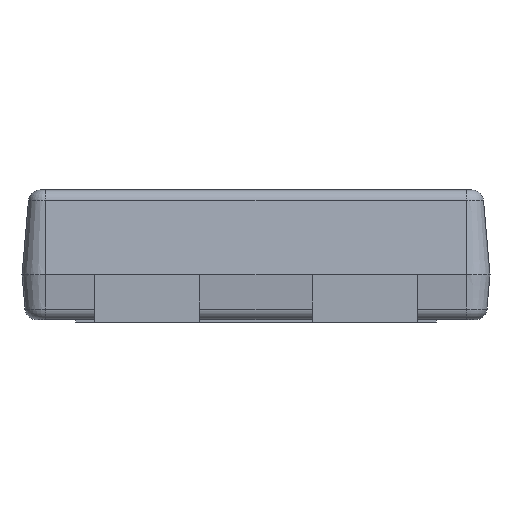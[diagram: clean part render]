
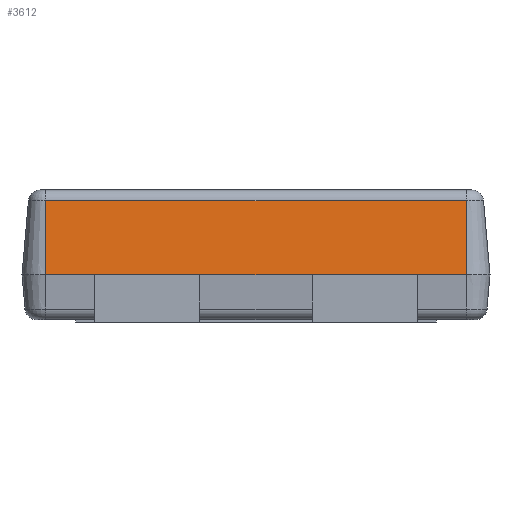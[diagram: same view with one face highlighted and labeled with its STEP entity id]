
A CAD part, left-side view. The second image highlights one B-rep face of the part: STEP entity #3612.
In plain terms, the highlighted planar face has unit normal (-0.996, 0, 0.087).
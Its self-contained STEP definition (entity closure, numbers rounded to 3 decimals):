
#195 = DIRECTION ( 'NONE',  ( 0., -1., 0. ) ) ;
#338 = DIRECTION ( 'NONE',  ( -0.087, 0., -0.996 ) ) ;
#359 = EDGE_CURVE ( 'NONE', #3815, #4948, #2101, .T. ) ;
#429 = CARTESIAN_POINT ( 'NONE',  ( -2.685, 1.783, 0. ) ) ;
#780 = DIRECTION ( 'NONE',  ( 0., 1., 0. ) ) ;
#1250 = CARTESIAN_POINT ( 'NONE',  ( -2.63, -1.783, 0.628 ) ) ;
#1264 = DIRECTION ( 'NONE',  ( -0.996, 0., 0.087 ) ) ;
#1569 = ORIENTED_EDGE ( 'NONE', *, *, #12654, .T. ) ;
#1839 = EDGE_CURVE ( 'NONE', #4948, #5957, #11220, .T. ) ;
#2101 = LINE ( 'NONE', #7615, #4826 ) ;
#2135 = AXIS2_PLACEMENT_3D ( 'NONE', #3891, #1264, #10381 ) ;
#2458 = CARTESIAN_POINT ( 'NONE',  ( -2.685, 1.783, 0. ) ) ;
#2714 = CARTESIAN_POINT ( 'NONE',  ( -2.685, -1.783, 0. ) ) ;
#2763 = FACE_OUTER_BOUND ( 'NONE', #7062, .T. ) ;
#2815 = VECTOR ( 'NONE', #9550, 1000. ) ;
#2968 = VERTEX_POINT ( 'NONE', #6156 ) ;
#3350 = ORIENTED_EDGE ( 'NONE', *, *, #10272, .T. ) ;
#3612 = ADVANCED_FACE ( 'NONE', ( #2763 ), #13300, .T. ) ;
#3704 = DIRECTION ( 'NONE',  ( 0., -1., 0. ) ) ;
#3815 = VERTEX_POINT ( 'NONE', #1250 ) ;
#3891 = CARTESIAN_POINT ( 'NONE',  ( -2.685, 1.783, 0. ) ) ;
#4313 = LINE ( 'NONE', #6935, #12925 ) ;
#4826 = VECTOR ( 'NONE', #780, 1000. ) ;
#4948 = VERTEX_POINT ( 'NONE', #5739 ) ;
#4994 = DIRECTION ( 'NONE',  ( 0., -1., 0. ) ) ;
#5171 = EDGE_CURVE ( 'NONE', #13688, #16724, #4313, .T. ) ;
#5739 = CARTESIAN_POINT ( 'NONE',  ( -2.63, 1.783, 0.628 ) ) ;
#5785 = LINE ( 'NONE', #11138, #2815 ) ;
#5957 = VERTEX_POINT ( 'NONE', #13008 ) ;
#6156 = CARTESIAN_POINT ( 'NONE',  ( -2.685, 1.365, 0. ) ) ;
#6428 = CARTESIAN_POINT ( 'NONE',  ( -2.685, 1.783, 0. ) ) ;
#6583 = CARTESIAN_POINT ( 'NONE',  ( -2.685, -0.475, 0. ) ) ;
#6702 = DIRECTION ( 'NONE',  ( 0., -1., 0. ) ) ;
#6740 = LINE ( 'NONE', #13586, #15223 ) ;
#6935 = CARTESIAN_POINT ( 'NONE',  ( -2.685, 1.783, 0. ) ) ;
#7062 = EDGE_LOOP ( 'NONE', ( #15992, #13806, #12259, #11180, #1569, #3350, #16377, #8722 ) ) ;
#7615 = CARTESIAN_POINT ( 'NONE',  ( -2.63, 1.783, 0.628 ) ) ;
#7750 = LINE ( 'NONE', #13104, #14194 ) ;
#8722 = ORIENTED_EDGE ( 'NONE', *, *, #9228, .T. ) ;
#8975 = VECTOR ( 'NONE', #4994, 1000. ) ;
#9064 = LINE ( 'NONE', #6428, #11771 ) ;
#9228 = EDGE_CURVE ( 'NONE', #16724, #17322, #13086, .T. ) ;
#9550 = DIRECTION ( 'NONE',  ( -0.087, 0., -0.996 ) ) ;
#9843 = EDGE_CURVE ( 'NONE', #3815, #17322, #5785, .T. ) ;
#10272 = EDGE_CURVE ( 'NONE', #14673, #13688, #9064, .T. ) ;
#10381 = DIRECTION ( 'NONE',  ( 0.087, 0., 0.996 ) ) ;
#11138 = CARTESIAN_POINT ( 'NONE',  ( -2.685, -1.783, 0. ) ) ;
#11180 = ORIENTED_EDGE ( 'NONE', *, *, #13213, .T. ) ;
#11220 = LINE ( 'NONE', #429, #12494 ) ;
#11771 = VECTOR ( 'NONE', #3704, 1000. ) ;
#12105 = DIRECTION ( 'NONE',  ( 0., -1., 0. ) ) ;
#12259 = ORIENTED_EDGE ( 'NONE', *, *, #1839, .T. ) ;
#12284 = CARTESIAN_POINT ( 'NONE',  ( -2.685, 0.475, 0. ) ) ;
#12494 = VECTOR ( 'NONE', #338, 1000. ) ;
#12654 = EDGE_CURVE ( 'NONE', #2968, #14673, #6740, .T. ) ;
#12925 = VECTOR ( 'NONE', #195, 1000. ) ;
#13008 = CARTESIAN_POINT ( 'NONE',  ( -2.685, 1.783, 0. ) ) ;
#13086 = LINE ( 'NONE', #2458, #8975 ) ;
#13104 = CARTESIAN_POINT ( 'NONE',  ( -2.685, 1.783, 0. ) ) ;
#13213 = EDGE_CURVE ( 'NONE', #5957, #2968, #7750, .T. ) ;
#13300 = PLANE ( 'NONE',  #2135 ) ;
#13586 = CARTESIAN_POINT ( 'NONE',  ( -2.685, 1.783, 0. ) ) ;
#13688 = VERTEX_POINT ( 'NONE', #6583 ) ;
#13806 = ORIENTED_EDGE ( 'NONE', *, *, #359, .T. ) ;
#14194 = VECTOR ( 'NONE', #6702, 1000. ) ;
#14673 = VERTEX_POINT ( 'NONE', #12284 ) ;
#15223 = VECTOR ( 'NONE', #12105, 1000. ) ;
#15992 = ORIENTED_EDGE ( 'NONE', *, *, #9843, .F. ) ;
#16377 = ORIENTED_EDGE ( 'NONE', *, *, #5171, .T. ) ;
#16513 = CARTESIAN_POINT ( 'NONE',  ( -2.685, -1.365, 0. ) ) ;
#16724 = VERTEX_POINT ( 'NONE', #16513 ) ;
#17322 = VERTEX_POINT ( 'NONE', #2714 ) ;
